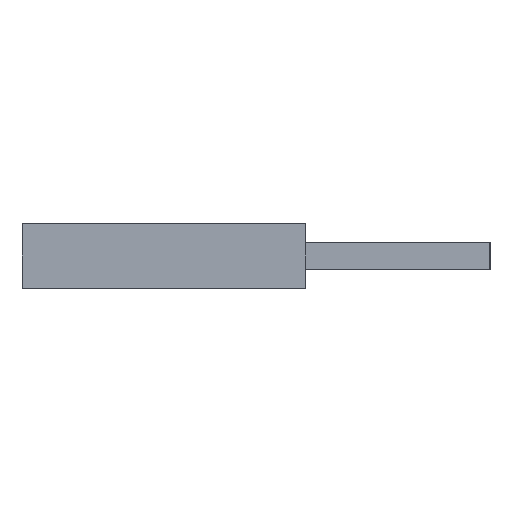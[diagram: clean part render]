
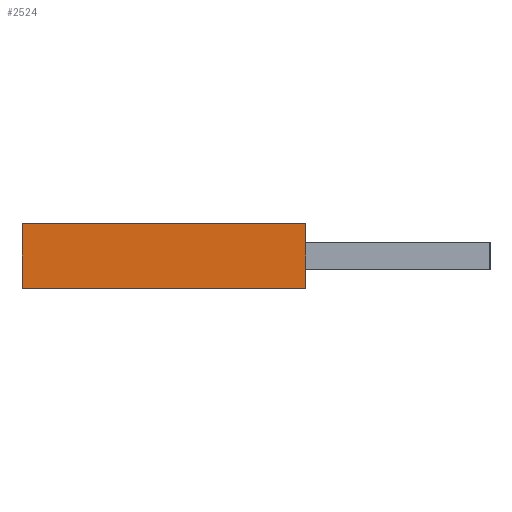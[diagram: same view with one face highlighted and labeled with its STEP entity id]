
A CAD part, left-side view. The second image highlights one B-rep face of the part: STEP entity #2524.
In plain terms, the highlighted planar face has unit normal (-1, 0, 0).
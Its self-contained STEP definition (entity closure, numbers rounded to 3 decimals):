
#482 = DIRECTION ( 'NONE',  ( 0., 1., 0. ) ) ;
#496 = ORIENTED_EDGE ( 'NONE', *, *, #3017, .F. ) ;
#844 = CARTESIAN_POINT ( 'NONE',  ( -1000., 9.25, 2.1 ) ) ;
#1206 = ORIENTED_EDGE ( 'NONE', *, *, #5322, .F. ) ;
#1707 = CARTESIAN_POINT ( 'NONE',  ( -1000., -9.25, -2.1 ) ) ;
#1782 = LINE ( 'NONE', #6860, #3213 ) ;
#1794 = DIRECTION ( 'NONE',  ( 0., 0., -1. ) ) ;
#1977 = EDGE_CURVE ( 'NONE', #2892, #5667, #4268, .T. ) ;
#2168 = VERTEX_POINT ( 'NONE', #7460 ) ;
#2286 = DIRECTION ( 'NONE',  ( 0., 0., -1. ) ) ;
#2390 = ORIENTED_EDGE ( 'NONE', *, *, #1977, .F. ) ;
#2524 = ADVANCED_FACE ( 'NONE', ( #4521 ), #5349, .F. ) ;
#2892 = VERTEX_POINT ( 'NONE', #5282 ) ;
#3017 = EDGE_CURVE ( 'NONE', #2168, #2892, #3760, .T. ) ;
#3024 = CARTESIAN_POINT ( 'NONE',  ( -1000., 9.25, -2.1 ) ) ;
#3213 = VECTOR ( 'NONE', #5050, 1000. ) ;
#3540 = VECTOR ( 'NONE', #482, 1000. ) ;
#3570 = VECTOR ( 'NONE', #5770, 1000. ) ;
#3585 = CARTESIAN_POINT ( 'NONE',  ( -1000., 9.25, -2.1 ) ) ;
#3732 = LINE ( 'NONE', #3585, #3540 ) ;
#3760 = LINE ( 'NONE', #844, #3570 ) ;
#4140 = CARTESIAN_POINT ( 'NONE',  ( -1000., 0., 0. ) ) ;
#4268 = LINE ( 'NONE', #7861, #4445 ) ;
#4445 = VECTOR ( 'NONE', #1794, 1000. ) ;
#4521 = FACE_OUTER_BOUND ( 'NONE', #7629, .T. ) ;
#5027 = ORIENTED_EDGE ( 'NONE', *, *, #5687, .F. ) ;
#5050 = DIRECTION ( 'NONE',  ( 0., 0., 1. ) ) ;
#5282 = CARTESIAN_POINT ( 'NONE',  ( -1000., -9.25, 2.1 ) ) ;
#5322 = EDGE_CURVE ( 'NONE', #6333, #2168, #1782, .T. ) ;
#5349 = PLANE ( 'NONE',  #7464 ) ;
#5667 = VERTEX_POINT ( 'NONE', #1707 ) ;
#5687 = EDGE_CURVE ( 'NONE', #5667, #6333, #3732, .T. ) ;
#5770 = DIRECTION ( 'NONE',  ( 0., -1., 0. ) ) ;
#5971 = DIRECTION ( 'NONE',  ( 1., 0., 0. ) ) ;
#6333 = VERTEX_POINT ( 'NONE', #3024 ) ;
#6860 = CARTESIAN_POINT ( 'NONE',  ( -1000., 9.25, 2.1 ) ) ;
#7460 = CARTESIAN_POINT ( 'NONE',  ( -1000., 9.25, 2.1 ) ) ;
#7464 = AXIS2_PLACEMENT_3D ( 'NONE', #4140, #5971, #2286 ) ;
#7629 = EDGE_LOOP ( 'NONE', ( #5027, #2390, #496, #1206 ) ) ;
#7861 = CARTESIAN_POINT ( 'NONE',  ( -1000., -9.25, 2.1 ) ) ;
